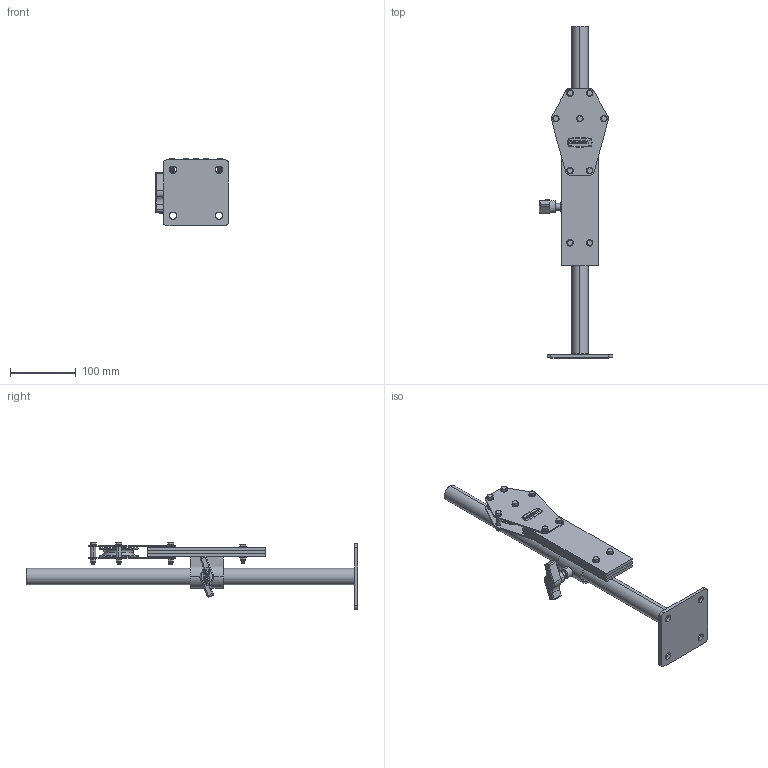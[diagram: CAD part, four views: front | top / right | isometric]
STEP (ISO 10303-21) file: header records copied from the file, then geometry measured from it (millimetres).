
FILE_DESCRIPTION (( 'STEP AP203' ), '1' );
FILE_NAME ('T63825.STEP', '2018-08-16T15:48:09', ( '' ), ( '' ), 'SwSTEP 2.0', 'SolidWorks 2016', '' );
FILE_SCHEMA (( 'CONFIG_CONTROL_DESIGN' ));
Length unit declared in the file: millimetre
Products named in the file (19): SW3dPS-nyloc nut, st stl a2 iso_M5 NYLOC; TH2680; Hex Screw GradeC_Doughty Fastners_ISO 4018 - M5 x 25-WS; Doughty Knob_S0141; TH2683; B Washer_Bright washer BS 4320 - M5 (Form B); TH2659; TH392-1; plain washer form b_doughty fastners - stainless_Bright washer BS 4320 - M8 (Form B); TH2686; TH2679; B0004; TH2682; Hex Screw GradeC_Doughty Fastners_ISO 4018 - M5 x 30-WS; TH2681; TH2685; TH1105; T63825; TH2684
Assembly tree (59 placements, depth 3):
  T63825
    TH2679  x2
    TH2681
      TH2679
      TH2683
      TH2682
      TH392-1
    TH1105
    TH2680  x2
    TH2659  x5
    TH2684
      TH2686
      TH2685
    B0004  x2
    B Washer_Bright washer BS 4320 - M5 (Form B)  x18
    Hex Screw GradeC_Doughty Fastners_ISO 4018 - M5 x 30-WS  x7
    Hex Screw GradeC_Doughty Fastners_ISO 4018 - M5 x 25-WS  x2
    SW3dPS-nyloc nut, st stl a2 iso_M5 NYLOC  x9
    plain washer form b_doughty fastners - stainless_Bright washer BS 4320 - M8 (Form B)  x2
    Doughty Knob_S0141
Bounding box: 111.8 x 505 x 101.97 mm (x, y, z)
Volume: 550910.4 mm3; surface area: 214004 mm2
Topology: 57 solids, 57 shells, 3106 faces, 7863 edges, 4922 vertices
Faces by surface type: cone 1484, cylinder 990, plane 506, bspline 70, torus 56
Entity records: 31881 total; most frequent: CARTESIAN_POINT 7033, DIRECTION 4926, ORIENTED_EDGE 4396, EDGE_CURVE 2198, AXIS2_PLACEMENT_3D 1963, VERTEX_POINT 1394, CIRCLE 1072, LINE 1000
